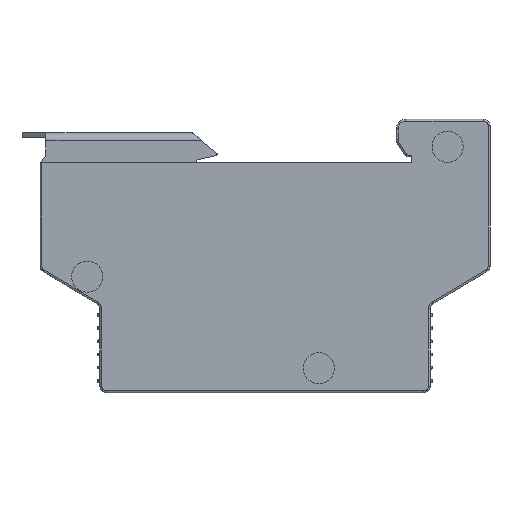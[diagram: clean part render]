
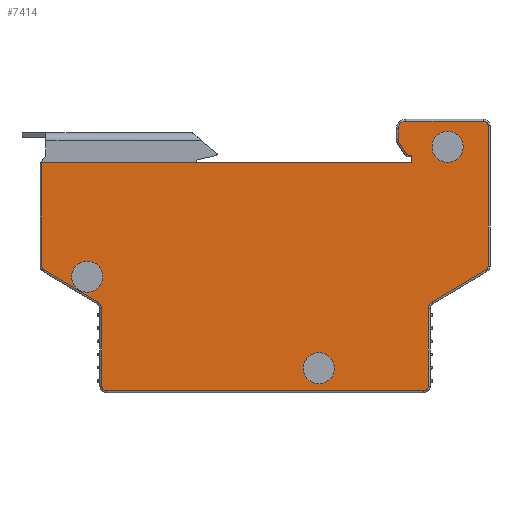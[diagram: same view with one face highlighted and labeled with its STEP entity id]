
A CAD part, front view. The second image highlights one B-rep face of the part: STEP entity #7414.
In plain terms, the highlighted planar face has unit normal (0, -1, 0).
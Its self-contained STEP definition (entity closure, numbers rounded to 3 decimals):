
#323=DIRECTION('',(1.,0.,0.));
#324=VECTOR('',#323,0.581);
#325=CARTESIAN_POINT('',(23.919,-9.5,2.62));
#326=LINE('',#325,#324);
#327=CARTESIAN_POINT('',(23.919,-9.5,2.9));
#328=DIRECTION('',(0.,-1.,0.));
#329=DIRECTION('',(-0.835,0.,-0.551));
#330=AXIS2_PLACEMENT_3D('',#327,#328,#329);
#332=DIRECTION('',(0.551,0.,-0.835));
#333=VECTOR('',#332,2.426);
#334=CARTESIAN_POINT('',(22.349,-9.5,4.77));
#335=LINE('',#334,#333);
#336=CARTESIAN_POINT('',(23.,-9.5,5.2));
#337=DIRECTION('',(0.,-1.,0.));
#338=DIRECTION('',(-1.,0.,0.));
#339=AXIS2_PLACEMENT_3D('',#336,#337,#338);
#341=DIRECTION('',(0.,0.,-1.));
#342=VECTOR('',#341,1.8);
#343=CARTESIAN_POINT('',(22.22,-9.5,7.));
#344=LINE('',#343,#342);
#345=CARTESIAN_POINT('',(23.5,-9.5,7.));
#346=DIRECTION('',(0.,-1.,0.));
#347=DIRECTION('',(0.,0.,1.));
#348=AXIS2_PLACEMENT_3D('',#345,#346,#347);
#350=DIRECTION('',(-1.,0.,0.));
#351=VECTOR('',#350,13.);
#352=CARTESIAN_POINT('',(36.5,-9.5,8.28));
#353=LINE('',#352,#351);
#354=CARTESIAN_POINT('',(36.5,-9.5,7.5));
#355=DIRECTION('',(0.,-1.,0.));
#356=DIRECTION('',(1.,0.,0.));
#357=AXIS2_PLACEMENT_3D('',#354,#355,#356);
#359=DIRECTION('',(0.,0.,1.));
#360=VECTOR('',#359,23.434);
#361=CARTESIAN_POINT('',(37.28,-9.5,-15.934));
#362=LINE('',#361,#360);
#363=CARTESIAN_POINT('',(36.5,-9.5,-15.934));
#364=DIRECTION('',(0.,-1.,0.));
#365=DIRECTION('',(0.514,0.,-0.857));
#366=AXIS2_PLACEMENT_3D('',#363,#364,#365);
#368=DIRECTION('',(0.857,0.,0.514));
#369=VECTOR('',#368,10.53);
#370=CARTESIAN_POINT('',(27.872,-9.5,-22.02));
#371=LINE('',#370,#369);
#372=CARTESIAN_POINT('',(28.5,-9.5,-23.066));
#373=DIRECTION('',(0.,1.,0.));
#374=DIRECTION('',(-1.,0.,0.));
#375=AXIS2_PLACEMENT_3D('',#372,#373,#374);
#377=DIRECTION('',(0.,0.,1.));
#378=VECTOR('',#377,12.934);
#379=CARTESIAN_POINT('',(27.28,-9.5,-36.));
#380=LINE('',#379,#378);
#381=CARTESIAN_POINT('',(26.5,-9.5,-36.));
#382=DIRECTION('',(0.,-1.,0.));
#383=DIRECTION('',(0.,0.,-1.));
#384=AXIS2_PLACEMENT_3D('',#381,#382,#383);
#386=DIRECTION('',(1.,0.,0.));
#387=VECTOR('',#386,53.);
#388=CARTESIAN_POINT('',(-26.5,-9.5,-36.78));
#389=LINE('',#388,#387);
#390=CARTESIAN_POINT('',(-26.5,-9.5,-36.));
#391=DIRECTION('',(0.,-1.,0.));
#392=DIRECTION('',(-1.,0.,0.));
#393=AXIS2_PLACEMENT_3D('',#390,#391,#392);
#395=DIRECTION('',(0.,0.,-1.));
#396=VECTOR('',#395,12.934);
#397=CARTESIAN_POINT('',(-27.28,-9.5,-23.066));
#398=LINE('',#397,#396);
#399=CARTESIAN_POINT('',(-28.5,-9.5,-23.066));
#400=DIRECTION('',(0.,1.,0.));
#401=DIRECTION('',(0.514,0.,0.857));
#402=AXIS2_PLACEMENT_3D('',#399,#400,#401);
#404=DIRECTION('',(0.857,0.,-0.514));
#405=VECTOR('',#404,10.53);
#406=CARTESIAN_POINT('',(-36.901,-9.5,-16.603));
#407=LINE('',#406,#405);
#408=CARTESIAN_POINT('',(-36.5,-9.5,-15.934));
#409=DIRECTION('',(0.,-1.,0.));
#410=DIRECTION('',(-1.,0.,0.));
#411=AXIS2_PLACEMENT_3D('',#408,#409,#410);
#413=DIRECTION('',(0.,0.,-1.));
#414=VECTOR('',#413,17.234);
#415=CARTESIAN_POINT('',(-37.28,-9.5,1.3));
#416=LINE('',#415,#414);
#417=CARTESIAN_POINT('',(30.5,-9.5,4.));
#418=DIRECTION('',(0.,-1.,0.));
#419=DIRECTION('',(-1.,0.,0.));
#420=AXIS2_PLACEMENT_3D('',#417,#418,#419);
#422=CARTESIAN_POINT('',(30.5,-9.5,4.));
#423=DIRECTION('',(0.,-1.,0.));
#424=DIRECTION('',(1.,0.,0.));
#425=AXIS2_PLACEMENT_3D('',#422,#423,#424);
#427=CARTESIAN_POINT('',(9.,-9.5,-33.));
#428=DIRECTION('',(0.,-1.,0.));
#429=DIRECTION('',(-1.,0.,0.));
#430=AXIS2_PLACEMENT_3D('',#427,#428,#429);
#432=CARTESIAN_POINT('',(9.,-9.5,-33.));
#433=DIRECTION('',(0.,-1.,0.));
#434=DIRECTION('',(1.,0.,0.));
#435=AXIS2_PLACEMENT_3D('',#432,#433,#434);
#437=CARTESIAN_POINT('',(-29.7,-9.5,-17.7));
#438=DIRECTION('',(0.,-1.,0.));
#439=DIRECTION('',(-1.,0.,0.));
#440=AXIS2_PLACEMENT_3D('',#437,#438,#439);
#442=CARTESIAN_POINT('',(-29.7,-9.5,-17.7));
#443=DIRECTION('',(0.,-1.,0.));
#444=DIRECTION('',(1.,0.,0.));
#445=AXIS2_PLACEMENT_3D('',#442,#443,#444);
#455=DIRECTION('',(-1.,0.,0.));
#456=VECTOR('',#455,61.78);
#457=CARTESIAN_POINT('',(24.5,-9.5,1.3));
#458=LINE('',#457,#456);
#637=DIRECTION('',(0.,0.,-1.));
#638=VECTOR('',#637,1.32);
#639=CARTESIAN_POINT('',(24.5,-9.5,2.62));
#640=LINE('',#639,#638);
#6271=CARTESIAN_POINT('',(24.5,-9.5,1.3));
#6273=VERTEX_POINT('',#6271);
#6307=CARTESIAN_POINT('',(-37.28,-9.5,1.3));
#6308=VERTEX_POINT('',#6307);
#6355=CARTESIAN_POINT('',(27.9,-9.5,4.));
#6356=CARTESIAN_POINT('',(33.1,-9.5,4.));
#6357=VERTEX_POINT('',#6355);
#6358=VERTEX_POINT('',#6356);
#6359=CARTESIAN_POINT('',(6.4,-9.5,-33.));
#6360=CARTESIAN_POINT('',(11.6,-9.5,-33.));
#6361=VERTEX_POINT('',#6359);
#6362=VERTEX_POINT('',#6360);
#6363=CARTESIAN_POINT('',(-32.3,-9.5,-17.7));
#6364=CARTESIAN_POINT('',(-27.1,-9.5,-17.7));
#6365=VERTEX_POINT('',#6363);
#6366=VERTEX_POINT('',#6364);
#6429=CARTESIAN_POINT('',(23.919,-9.5,2.62));
#6430=CARTESIAN_POINT('',(24.5,-9.5,2.62));
#6431=VERTEX_POINT('',#6429);
#6432=VERTEX_POINT('',#6430);
#6433=CARTESIAN_POINT('',(23.685,-9.5,2.746));
#6434=VERTEX_POINT('',#6433);
#6437=CARTESIAN_POINT('',(22.349,-9.5,4.77));
#6438=VERTEX_POINT('',#6437);
#6441=CARTESIAN_POINT('',(22.22,-9.5,5.2));
#6442=VERTEX_POINT('',#6441);
#6445=CARTESIAN_POINT('',(22.22,-9.5,7.));
#6446=VERTEX_POINT('',#6445);
#6449=CARTESIAN_POINT('',(23.5,-9.5,8.28));
#6450=VERTEX_POINT('',#6449);
#6453=CARTESIAN_POINT('',(36.5,-9.5,8.28));
#6454=VERTEX_POINT('',#6453);
#6457=CARTESIAN_POINT('',(37.28,-9.5,7.5));
#6458=VERTEX_POINT('',#6457);
#6461=CARTESIAN_POINT('',(37.28,-9.5,-15.934));
#6462=VERTEX_POINT('',#6461);
#6465=CARTESIAN_POINT('',(36.901,-9.5,-16.603));
#6466=VERTEX_POINT('',#6465);
#6469=CARTESIAN_POINT('',(27.872,-9.5,-22.02));
#6470=VERTEX_POINT('',#6469);
#6473=CARTESIAN_POINT('',(27.28,-9.5,-23.066));
#6474=VERTEX_POINT('',#6473);
#6477=CARTESIAN_POINT('',(27.28,-9.5,-36.));
#6478=VERTEX_POINT('',#6477);
#6481=CARTESIAN_POINT('',(26.5,-9.5,-36.78));
#6482=VERTEX_POINT('',#6481);
#6485=CARTESIAN_POINT('',(-26.5,-9.5,-36.78));
#6486=VERTEX_POINT('',#6485);
#6489=CARTESIAN_POINT('',(-27.28,-9.5,-36.));
#6490=VERTEX_POINT('',#6489);
#6493=CARTESIAN_POINT('',(-27.28,-9.5,-23.066));
#6494=VERTEX_POINT('',#6493);
#6497=CARTESIAN_POINT('',(-27.872,-9.5,-22.02));
#6498=VERTEX_POINT('',#6497);
#6501=CARTESIAN_POINT('',(-36.901,-9.5,-16.603));
#6502=VERTEX_POINT('',#6501);
#6505=CARTESIAN_POINT('',(-37.28,-9.5,-15.934));
#6506=VERTEX_POINT('',#6505);
#7343=CARTESIAN_POINT('',(0.,-9.5,0.));
#7344=DIRECTION('',(0.,1.,0.));
#7345=DIRECTION('',(1.,0.,0.));
#7346=AXIS2_PLACEMENT_3D('',#7343,#7344,#7345);
#7347=PLANE('',#7346);
#7349=ORIENTED_EDGE('',*,*,#7348,.F.);
#7351=ORIENTED_EDGE('',*,*,#7350,.F.);
#7353=ORIENTED_EDGE('',*,*,#7352,.F.);
#7355=ORIENTED_EDGE('',*,*,#7354,.F.);
#7357=ORIENTED_EDGE('',*,*,#7356,.F.);
#7359=ORIENTED_EDGE('',*,*,#7358,.F.);
#7361=ORIENTED_EDGE('',*,*,#7360,.F.);
#7363=ORIENTED_EDGE('',*,*,#7362,.F.);
#7365=ORIENTED_EDGE('',*,*,#7364,.F.);
#7367=ORIENTED_EDGE('',*,*,#7366,.F.);
#7369=ORIENTED_EDGE('',*,*,#7368,.F.);
#7371=ORIENTED_EDGE('',*,*,#7370,.F.);
#7373=ORIENTED_EDGE('',*,*,#7372,.F.);
#7375=ORIENTED_EDGE('',*,*,#7374,.F.);
#7377=ORIENTED_EDGE('',*,*,#7376,.F.);
#7379=ORIENTED_EDGE('',*,*,#7378,.F.);
#7381=ORIENTED_EDGE('',*,*,#7380,.F.);
#7383=ORIENTED_EDGE('',*,*,#7382,.F.);
#7385=ORIENTED_EDGE('',*,*,#7384,.F.);
#7387=ORIENTED_EDGE('',*,*,#7386,.F.);
#7389=ORIENTED_EDGE('',*,*,#7388,.F.);
#7391=ORIENTED_EDGE('',*,*,#7390,.F.);
#7393=ORIENTED_EDGE('',*,*,#7392,.F.);
#7394=EDGE_LOOP('',(#7349,#7351,#7353,#7355,#7357,#7359,#7361,#7363,#7365,#7367,
#7369,#7371,#7373,#7375,#7377,#7379,#7381,#7383,#7385,#7387,#7389,#7391,#7393));
#7395=FACE_OUTER_BOUND('',#7394,.F.);
#7397=ORIENTED_EDGE('',*,*,#7396,.T.);
#7399=ORIENTED_EDGE('',*,*,#7398,.T.);
#7400=EDGE_LOOP('',(#7397,#7399));
#7401=FACE_BOUND('',#7400,.F.);
#7403=ORIENTED_EDGE('',*,*,#7402,.T.);
#7405=ORIENTED_EDGE('',*,*,#7404,.T.);
#7406=EDGE_LOOP('',(#7403,#7405));
#7407=FACE_BOUND('',#7406,.F.);
#7409=ORIENTED_EDGE('',*,*,#7408,.T.);
#7411=ORIENTED_EDGE('',*,*,#7410,.T.);
#7412=EDGE_LOOP('',(#7409,#7411));
#7413=FACE_BOUND('',#7412,.F.);
#331=CIRCLE('',#330,0.28);
#340=CIRCLE('',#339,0.78);
#349=CIRCLE('',#348,1.28);
#358=CIRCLE('',#357,0.78);
#367=CIRCLE('',#366,0.78);
#376=CIRCLE('',#375,1.22);
#385=CIRCLE('',#384,0.78);
#394=CIRCLE('',#393,0.78);
#403=CIRCLE('',#402,1.22);
#412=CIRCLE('',#411,0.78);
#421=CIRCLE('',#420,2.6);
#426=CIRCLE('',#425,2.6);
#431=CIRCLE('',#430,2.6);
#436=CIRCLE('',#435,2.6);
#441=CIRCLE('',#440,2.6);
#446=CIRCLE('',#445,2.6);
#7348=EDGE_CURVE('',#6273,#6308,#458,.T.);
#7350=EDGE_CURVE('',#6432,#6273,#640,.T.);
#7352=EDGE_CURVE('',#6431,#6432,#326,.T.);
#7354=EDGE_CURVE('',#6434,#6431,#331,.T.);
#7356=EDGE_CURVE('',#6438,#6434,#335,.T.);
#7358=EDGE_CURVE('',#6442,#6438,#340,.T.);
#7360=EDGE_CURVE('',#6446,#6442,#344,.T.);
#7362=EDGE_CURVE('',#6450,#6446,#349,.T.);
#7364=EDGE_CURVE('',#6454,#6450,#353,.T.);
#7366=EDGE_CURVE('',#6458,#6454,#358,.T.);
#7368=EDGE_CURVE('',#6462,#6458,#362,.T.);
#7370=EDGE_CURVE('',#6466,#6462,#367,.T.);
#7372=EDGE_CURVE('',#6470,#6466,#371,.T.);
#7374=EDGE_CURVE('',#6474,#6470,#376,.T.);
#7376=EDGE_CURVE('',#6478,#6474,#380,.T.);
#7378=EDGE_CURVE('',#6482,#6478,#385,.T.);
#7380=EDGE_CURVE('',#6486,#6482,#389,.T.);
#7382=EDGE_CURVE('',#6490,#6486,#394,.T.);
#7384=EDGE_CURVE('',#6494,#6490,#398,.T.);
#7386=EDGE_CURVE('',#6498,#6494,#403,.T.);
#7388=EDGE_CURVE('',#6502,#6498,#407,.T.);
#7390=EDGE_CURVE('',#6506,#6502,#412,.T.);
#7392=EDGE_CURVE('',#6308,#6506,#416,.T.);
#7396=EDGE_CURVE('',#6357,#6358,#421,.T.);
#7398=EDGE_CURVE('',#6358,#6357,#426,.T.);
#7402=EDGE_CURVE('',#6361,#6362,#431,.T.);
#7404=EDGE_CURVE('',#6362,#6361,#436,.T.);
#7408=EDGE_CURVE('',#6365,#6366,#441,.T.);
#7410=EDGE_CURVE('',#6366,#6365,#446,.T.);
#7414=ADVANCED_FACE('',(#7395,#7401,#7407,#7413),#7347,.F.);
